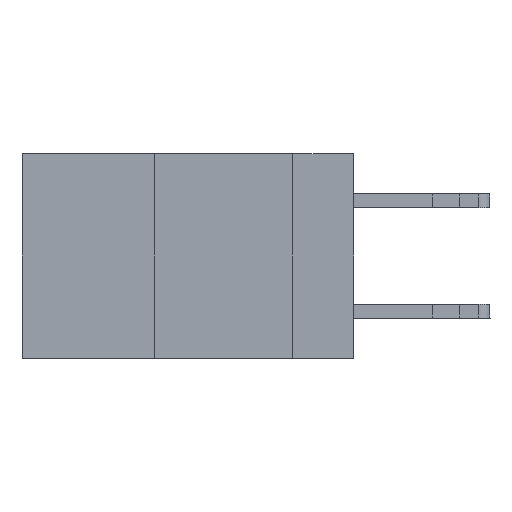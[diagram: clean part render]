
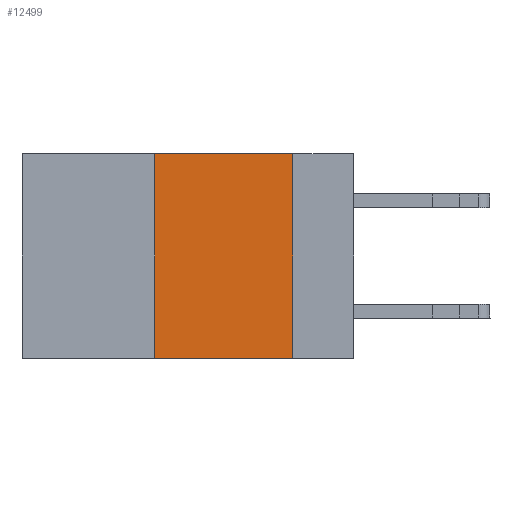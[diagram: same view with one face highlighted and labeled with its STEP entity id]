
A CAD part, left-side view. The second image highlights one B-rep face of the part: STEP entity #12499.
In plain terms, the highlighted planar face has unit normal (-1, 0, 0).
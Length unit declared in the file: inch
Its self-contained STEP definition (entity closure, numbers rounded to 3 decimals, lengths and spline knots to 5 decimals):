
#655 = PLANE ( 'NONE',  #3819 ) ;
#1212 = CARTESIAN_POINT ( 'NONE',  ( 0., 0.11, 0. ) ) ;
#1751 = FACE_OUTER_BOUND ( 'NONE', #3899, .T. ) ;
#1868 = DIRECTION ( 'NONE',  ( 0., 0., 1. ) ) ;
#2393 = EDGE_CURVE ( 'NONE', #2971, #9520, #6328, .T. ) ;
#2428 = VECTOR ( 'NONE', #1868, 39.37008 ) ;
#2711 = ORIENTED_EDGE ( 'NONE', *, *, #10367, .F. ) ;
#2971 = VERTEX_POINT ( 'NONE', #9538 ) ;
#3360 = DIRECTION ( 'NONE',  ( 0., -1., 0. ) ) ;
#3819 = AXIS2_PLACEMENT_3D ( 'NONE', #8181, #4635, #10852 ) ;
#3899 = EDGE_LOOP ( 'NONE', ( #5206, #16056, #2711, #15259 ) ) ;
#4006 = VERTEX_POINT ( 'NONE', #13784 ) ;
#4635 = DIRECTION ( 'NONE',  ( 1., 0., 0. ) ) ;
#5050 = CARTESIAN_POINT ( 'NONE',  ( 0., 0.6, -0.37 ) ) ;
#5206 = ORIENTED_EDGE ( 'NONE', *, *, #10277, .F. ) ;
#5350 = DIRECTION ( 'NONE',  ( 0., 0., -1. ) ) ;
#6328 = LINE ( 'NONE', #5050, #7690 ) ;
#7009 = EDGE_CURVE ( 'NONE', #4006, #7039, #10646, .T. ) ;
#7039 = VERTEX_POINT ( 'NONE', #1212 ) ;
#7690 = VECTOR ( 'NONE', #3360, 39.37008 ) ;
#7908 = CARTESIAN_POINT ( 'NONE',  ( 0., 0.6, 0. ) ) ;
#7989 = VECTOR ( 'NONE', #10567, 39.37008 ) ;
#8181 = CARTESIAN_POINT ( 'NONE',  ( 0., 0.6, 0. ) ) ;
#8687 = CARTESIAN_POINT ( 'NONE',  ( 0., 0.11, -0.37 ) ) ;
#9520 = VERTEX_POINT ( 'NONE', #8687 ) ;
#9538 = CARTESIAN_POINT ( 'NONE',  ( 0., 0.36, -0.37 ) ) ;
#10277 = EDGE_CURVE ( 'NONE', #7039, #9520, #11978, .T. ) ;
#10367 = EDGE_CURVE ( 'NONE', #2971, #4006, #15117, .T. ) ;
#10567 = DIRECTION ( 'NONE',  ( 0., -1., 0. ) ) ;
#10646 = LINE ( 'NONE', #7908, #7989 ) ;
#10852 = DIRECTION ( 'NONE',  ( 0., 0., -1. ) ) ;
#11978 = LINE ( 'NONE', #15969, #16533 ) ;
#12499 = ADVANCED_FACE ( 'NONE', ( #1751 ), #655, .F. ) ;
#13751 = CARTESIAN_POINT ( 'NONE',  ( 0., 0.36, 0. ) ) ;
#13784 = CARTESIAN_POINT ( 'NONE',  ( 0., 0.36, 0. ) ) ;
#15117 = LINE ( 'NONE', #13751, #2428 ) ;
#15259 = ORIENTED_EDGE ( 'NONE', *, *, #2393, .T. ) ;
#15969 = CARTESIAN_POINT ( 'NONE',  ( 0., 0.11, 0. ) ) ;
#16056 = ORIENTED_EDGE ( 'NONE', *, *, #7009, .F. ) ;
#16533 = VECTOR ( 'NONE', #5350, 39.37008 ) ;
